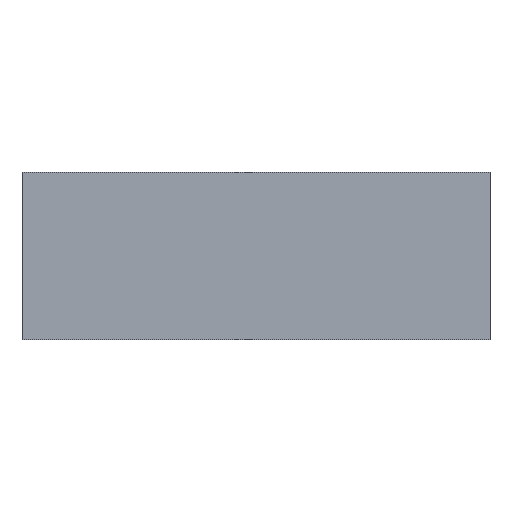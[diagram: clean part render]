
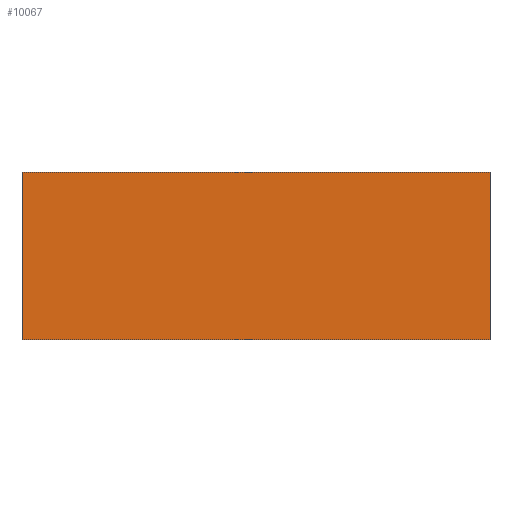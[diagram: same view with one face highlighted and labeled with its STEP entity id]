
A CAD part, front view. The second image highlights one B-rep face of the part: STEP entity #10067.
In plain terms, the highlighted planar face has unit normal (0, -1, 0).
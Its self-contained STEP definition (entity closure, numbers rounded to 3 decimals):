
#10067 = ADVANCED_FACE('',(#10068),#10082,.F.);
#10068 = FACE_BOUND('',#10069,.F.);
#10069 = EDGE_LOOP('',(#10070,#10093,#10109,#10125));
#10070 = ORIENTED_EDGE('',*,*,#10071,.F.);
#10071 = EDGE_CURVE('',#10072,#10074,#10076,.T.);
#10072 = VERTEX_POINT('',#10073);
#10073 = CARTESIAN_POINT('',(0.021,0.,-0.008));
#10074 = VERTEX_POINT('',#10075);
#10075 = CARTESIAN_POINT('',(0.021,0.,0.008));
#10076 = SURFACE_CURVE('',#10077,(#10081),.PCURVE_S1.);
#10077 = LINE('',#10078,#10079);
#10078 = CARTESIAN_POINT('',(0.021,0.,-0.008));
#10079 = VECTOR('',#10080,1.);
#10080 = DIRECTION('',(0.,0.,1.));
#10081 = PCURVE('',#10082,#10087);
#10082 = PLANE('',#10083);
#10083 = AXIS2_PLACEMENT_3D('',#10084,#10085,#10086);
#10084 = CARTESIAN_POINT('',(0.,0.,0.));
#10085 = DIRECTION('',(0.,1.,0.));
#10086 = DIRECTION('',(0.,0.,1.));
#10087 = DEFINITIONAL_REPRESENTATION('',(#10088),#10092);
#10088 = LINE('',#10089,#10090);
#10089 = CARTESIAN_POINT('',(-0.008,0.021));
#10090 = VECTOR('',#10091,1.);
#10091 = DIRECTION('',(1.,0.));
#10092 = ( GEOMETRIC_REPRESENTATION_CONTEXT(2) 
PARAMETRIC_REPRESENTATION_CONTEXT() REPRESENTATION_CONTEXT('2D SPACE',''
  ) );
#10093 = ORIENTED_EDGE('',*,*,#10094,.F.);
#10094 = EDGE_CURVE('',#10095,#10072,#10097,.T.);
#10095 = VERTEX_POINT('',#10096);
#10096 = CARTESIAN_POINT('',(-0.021,0.,-0.008));
#10097 = SURFACE_CURVE('',#10098,(#10102),.PCURVE_S1.);
#10098 = LINE('',#10099,#10100);
#10099 = CARTESIAN_POINT('',(-0.021,0.,-0.008));
#10100 = VECTOR('',#10101,1.);
#10101 = DIRECTION('',(1.,0.,0.));
#10102 = PCURVE('',#10082,#10103);
#10103 = DEFINITIONAL_REPRESENTATION('',(#10104),#10108);
#10104 = LINE('',#10105,#10106);
#10105 = CARTESIAN_POINT('',(-0.008,-0.021));
#10106 = VECTOR('',#10107,1.);
#10107 = DIRECTION('',(0.,1.));
#10108 = ( GEOMETRIC_REPRESENTATION_CONTEXT(2) 
PARAMETRIC_REPRESENTATION_CONTEXT() REPRESENTATION_CONTEXT('2D SPACE',''
  ) );
#10109 = ORIENTED_EDGE('',*,*,#10110,.F.);
#10110 = EDGE_CURVE('',#10111,#10095,#10113,.T.);
#10111 = VERTEX_POINT('',#10112);
#10112 = CARTESIAN_POINT('',(-0.021,0.,0.008));
#10113 = SURFACE_CURVE('',#10114,(#10118),.PCURVE_S1.);
#10114 = LINE('',#10115,#10116);
#10115 = CARTESIAN_POINT('',(-0.021,0.,-0.008));
#10116 = VECTOR('',#10117,1.);
#10117 = DIRECTION('',(0.,0.,-1.));
#10118 = PCURVE('',#10082,#10119);
#10119 = DEFINITIONAL_REPRESENTATION('',(#10120),#10124);
#10120 = LINE('',#10121,#10122);
#10121 = CARTESIAN_POINT('',(-0.008,-0.021));
#10122 = VECTOR('',#10123,1.);
#10123 = DIRECTION('',(-1.,0.));
#10124 = ( GEOMETRIC_REPRESENTATION_CONTEXT(2) 
PARAMETRIC_REPRESENTATION_CONTEXT() REPRESENTATION_CONTEXT('2D SPACE',''
  ) );
#10125 = ORIENTED_EDGE('',*,*,#10126,.F.);
#10126 = EDGE_CURVE('',#10074,#10111,#10127,.T.);
#10127 = SURFACE_CURVE('',#10128,(#10132),.PCURVE_S1.);
#10128 = LINE('',#10129,#10130);
#10129 = CARTESIAN_POINT('',(-0.021,0.,0.008));
#10130 = VECTOR('',#10131,1.);
#10131 = DIRECTION('',(-1.,0.,0.));
#10132 = PCURVE('',#10082,#10133);
#10133 = DEFINITIONAL_REPRESENTATION('',(#10134),#10138);
#10134 = LINE('',#10135,#10136);
#10135 = CARTESIAN_POINT('',(0.008,-0.021));
#10136 = VECTOR('',#10137,1.);
#10137 = DIRECTION('',(0.,-1.));
#10138 = ( GEOMETRIC_REPRESENTATION_CONTEXT(2) 
PARAMETRIC_REPRESENTATION_CONTEXT() REPRESENTATION_CONTEXT('2D SPACE',''
  ) );
